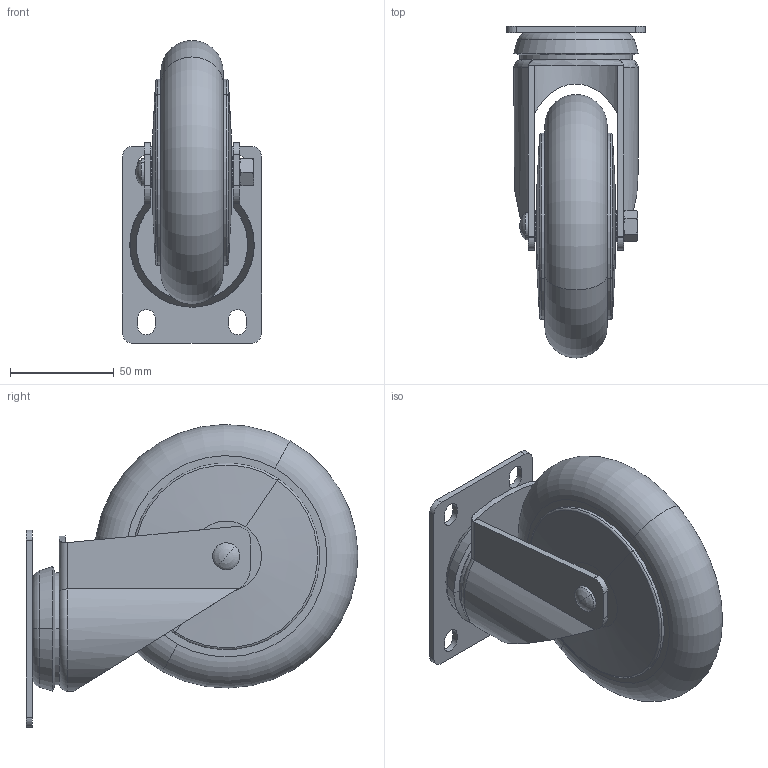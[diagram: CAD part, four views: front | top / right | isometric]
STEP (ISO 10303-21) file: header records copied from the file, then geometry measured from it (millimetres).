
FILE_DESCRIPTION (( 'STEP AP203' ), '1' );
FILE_NAME ('ACLU_127SF_Dwg_3d.STEP', '2019-03-19T05:50:13', ( '' ), ( '' ), 'SwSTEP 2.0', 'SolidWorks 2018', '' );
FILE_SCHEMA (( 'CONFIG_CONTROL_DESIGN' ));
Length unit declared in the file: millimetre
Products named in the file (10): ACLU-127 URETHANE; ACLU-127 CORE; ACLU-127 WHEEL SUBASSY; 20160203_ACLU-150 COVER; ACLU-127 PIN; hexagon nut style 1 gradeab_ks_KS 1012 S1 - M8-D-N; ACLU-127 WHEEL TOTAL ASSY; ACLU-127SF SIDE PLATE; ACLU_127SF_Dwg_3d; ACLU-127SF TOP PLATE
Assembly tree (10 placements, depth 4):
  ACLU_127SF_Dwg_3d
    ACLU-127SF SIDE PLATE
    ACLU-127SF TOP PLATE
    ACLU-127 WHEEL TOTAL ASSY
      ACLU-127 WHEEL SUBASSY
        ACLU-127 URETHANE
        ACLU-127 CORE
      20160203_ACLU-150 COVER  x2
      ACLU-127 PIN
      hexagon nut style 1 gradeab_ks_KS 1012 S1 - M8-D-N
Bounding box: 67 x 159.99 x 145.99 mm (x, y, z)
Volume: 415249.8 mm3; surface area: 155102 mm2
Topology: 8 solids, 10 shells, 1324 faces, 3494 edges, 2263 vertices
Faces by surface type: plane 635, cylinder 319, bspline 223, torus 99, cone 48
Entity records: 43532 total; most frequent: CARTESIAN_POINT 18043, ORIENTED_EDGE 5492, DIRECTION 4499, EDGE_CURVE 2746, VERTEX_POINT 1784, AXIS2_PLACEMENT_3D 1552, LINE 1395, VECTOR 1395
